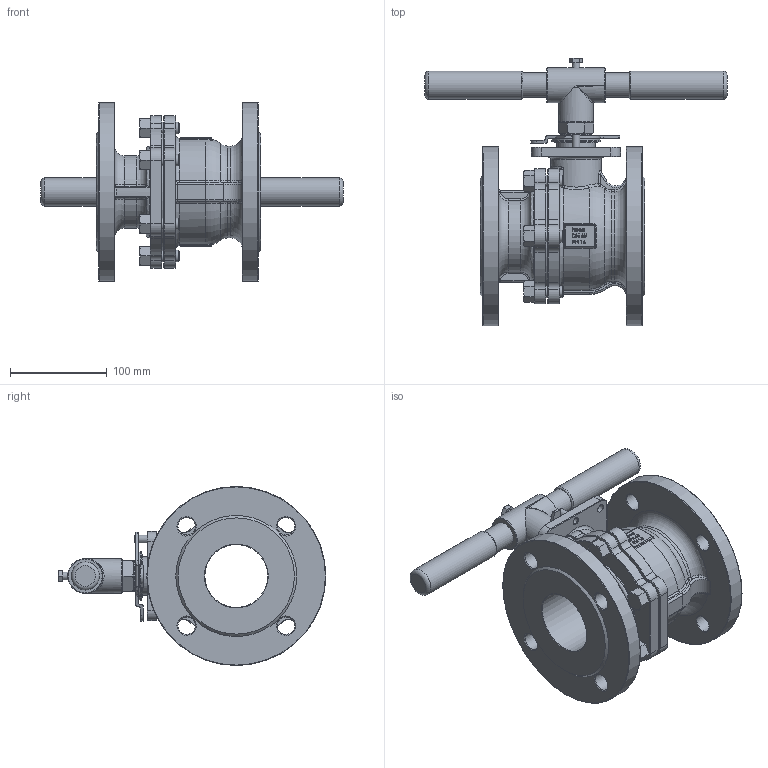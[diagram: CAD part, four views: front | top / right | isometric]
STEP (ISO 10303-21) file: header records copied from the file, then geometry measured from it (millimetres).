
FILE_DESCRIPTION (( 'STEP AP214' ), '1' );
FILE_NAME ('FK-212-000-4 Flanschkugelhahn heco step214.STEP', '2012-11-14T12:34:22', ( 'test' ), ( '' ), 'SwSTEP 2.0', 'SolidWorks 2011', '' );
FILE_SCHEMA (( 'AUTOMOTIVE_DESIGN' ));
Length unit declared in the file: millimetre
Products named in the file (1): FK-212-000-4 Flanschkugelhahn heco step214
Bounding box: 312 x 276.5 x 185 mm (x, y, z)
Volume: 2012744.8 mm3; surface area: 282459.9 mm2
Topology: 1 solids, 1 shells, 1020 faces, 2539 edges, 1567 vertices
Faces by surface type: plane 341, bspline 267, cylinder 183, torus 137, cone 84, sphere 8
Full cylindrical faces by diameter (mm): 6.4 x1, 8 x2, 8.2 x4, 9 x3, 12 x6, 18 x8, 25.4 x2, 29 x2, 32 x1, 36 x2, 40 x1, 42 x1, 52 x1, 65 x1, 95 x1, 185 x2
Entity records: 54590 total; most frequent: CARTESIAN_POINT 21480, ORIENTED_EDGE 4782, DIRECTION 3934, EDGE_CURVE 2391, VERTEX_POINT 1530, AXIS2_PLACEMENT_3D 1461, EDGE_LOOP 1209, FACE_OUTER_BOUND 1080
